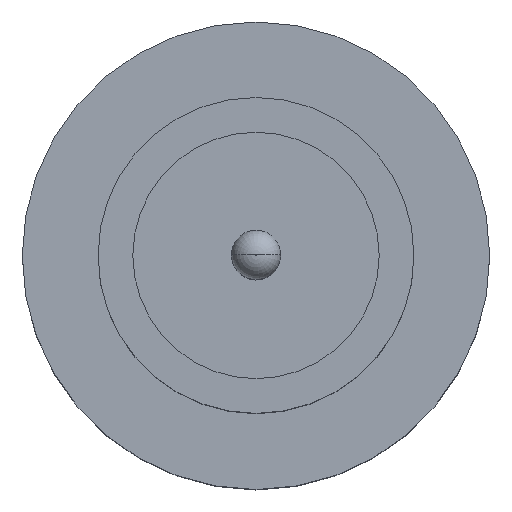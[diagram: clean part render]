
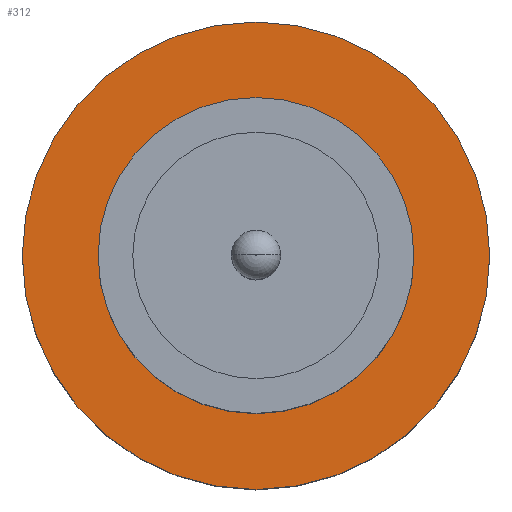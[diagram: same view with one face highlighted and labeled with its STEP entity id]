
A CAD part, top view. The second image highlights one B-rep face of the part: STEP entity #312.
In plain terms, the highlighted planar face has unit normal (0, 0, 1).
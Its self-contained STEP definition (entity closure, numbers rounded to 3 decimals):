
#59 = DIRECTION ( 'NONE',  ( 1., 0., 0. ) ) ;
#62 = CARTESIAN_POINT ( 'NONE',  ( -1.25, 0., 1.55 ) ) ;
#69 = DIRECTION ( 'NONE',  ( 0., 0., 1. ) ) ;
#124 = ORIENTED_EDGE ( 'NONE', *, *, #286, .F. ) ;
#131 = DIRECTION ( 'NONE',  ( 1., 0., 0. ) ) ;
#134 = CARTESIAN_POINT ( 'NONE',  ( 0., 0., 1.55 ) ) ;
#200 = DIRECTION ( 'NONE',  ( 0., 0., 1. ) ) ;
#256 = DIRECTION ( 'NONE',  ( 0., 0., 1. ) ) ;
#272 = EDGE_CURVE ( 'NONE', #716, #717, #619, .T. ) ;
#282 = EDGE_CURVE ( 'NONE', #717, #716, #630, .T. ) ;
#286 = EDGE_CURVE ( 'NONE', #455, #762, #303, .T. ) ;
#293 = CARTESIAN_POINT ( 'NONE',  ( 1.25, 0., 1.55 ) ) ;
#300 = ORIENTED_EDGE ( 'NONE', *, *, #272, .T. ) ;
#303 = CIRCLE ( 'NONE', #510, 1.25 ) ;
#309 = DIRECTION ( 'NONE',  ( 0., 0., 1. ) ) ;
#312 = ADVANCED_FACE ( 'NONE', ( #399, #489 ), #758, .T. ) ;
#318 = DIRECTION ( 'NONE',  ( 0., 0., 1. ) ) ;
#340 = AXIS2_PLACEMENT_3D ( 'NONE', #690, #318, #131 ) ;
#350 = CARTESIAN_POINT ( 'NONE',  ( 1.85, 0., 1.55 ) ) ;
#399 = FACE_BOUND ( 'NONE', #714, .T. ) ;
#455 = VERTEX_POINT ( 'NONE', #62 ) ;
#464 = EDGE_LOOP ( 'NONE', ( #300, #806 ) ) ;
#489 = FACE_OUTER_BOUND ( 'NONE', #464, .T. ) ;
#495 = AXIS2_PLACEMENT_3D ( 'NONE', #134, #69, #686 ) ;
#496 = DIRECTION ( 'NONE',  ( 1., 0., 0. ) ) ;
#510 = AXIS2_PLACEMENT_3D ( 'NONE', #554, #256, #496 ) ;
#554 = CARTESIAN_POINT ( 'NONE',  ( 0., 0., 1.55 ) ) ;
#558 = CIRCLE ( 'NONE', #597, 1.25 ) ;
#569 = EDGE_CURVE ( 'NONE', #762, #455, #558, .T. ) ;
#570 = DIRECTION ( 'NONE',  ( 1., 0., 0. ) ) ;
#597 = AXIS2_PLACEMENT_3D ( 'NONE', #637, #200, #570 ) ;
#617 = CARTESIAN_POINT ( 'NONE',  ( 0., 0., 1.55 ) ) ;
#619 = CIRCLE ( 'NONE', #744, 1.85 ) ;
#630 = CIRCLE ( 'NONE', #495, 1.85 ) ;
#637 = CARTESIAN_POINT ( 'NONE',  ( 0., 0., 1.55 ) ) ;
#643 = ORIENTED_EDGE ( 'NONE', *, *, #569, .F. ) ;
#669 = CARTESIAN_POINT ( 'NONE',  ( -1.85, 0., 1.55 ) ) ;
#686 = DIRECTION ( 'NONE',  ( 1., 0., 0. ) ) ;
#690 = CARTESIAN_POINT ( 'NONE',  ( 0., 0., 1.55 ) ) ;
#714 = EDGE_LOOP ( 'NONE', ( #643, #124 ) ) ;
#716 = VERTEX_POINT ( 'NONE', #669 ) ;
#717 = VERTEX_POINT ( 'NONE', #350 ) ;
#744 = AXIS2_PLACEMENT_3D ( 'NONE', #617, #309, #59 ) ;
#758 = PLANE ( 'NONE',  #340 ) ;
#762 = VERTEX_POINT ( 'NONE', #293 ) ;
#806 = ORIENTED_EDGE ( 'NONE', *, *, #282, .T. ) ;
